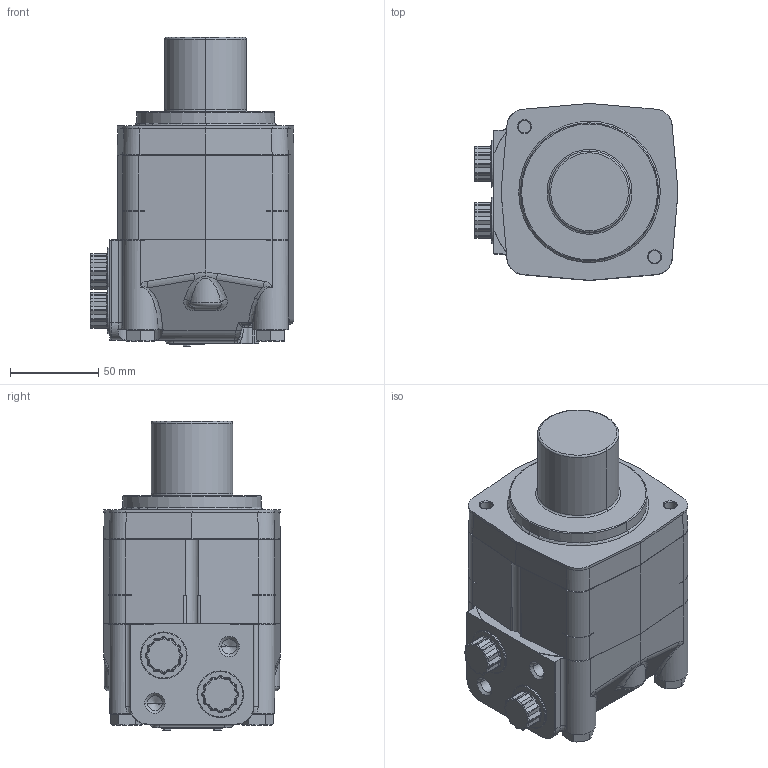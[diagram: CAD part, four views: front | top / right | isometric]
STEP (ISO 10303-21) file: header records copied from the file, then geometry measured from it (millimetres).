
FILE_DESCRIPTION((''),'2;1');
FILE_NAME('DEFAULT_REP_SW0001','2020-02-05T',('U374100'),(''),'CREO PARAMETRIC BY PTC INC, 2015480','CREO PARAMETRIC BY PTC INC, 2015480','');
FILE_SCHEMA(('CONFIG_CONTROL_DESIGN'));
Length unit declared in the file: millimetre
Products named in the file (1): DEFAULT_REP_SW0001
Bounding box: 115.3 x 100 x 174.76 mm (x, y, z)
Volume: 1194096 mm3; surface area: 77914.1 mm2
Topology: 1 solids, 3 shells, 697 faces, 1618 edges, 945 vertices
Faces by surface type: cylinder 257, plane 226, torus 68, bspline 60, cone 58, sphere 28
Entity records: 27650 total; most frequent: CARTESIAN_POINT 12281, ORIENTED_EDGE 3228, DIRECTION 3171, EDGE_CURVE 1614, AXIS2_PLACEMENT_3D 1216, VERTEX_POINT 945, VECTOR 739, LINE 739
